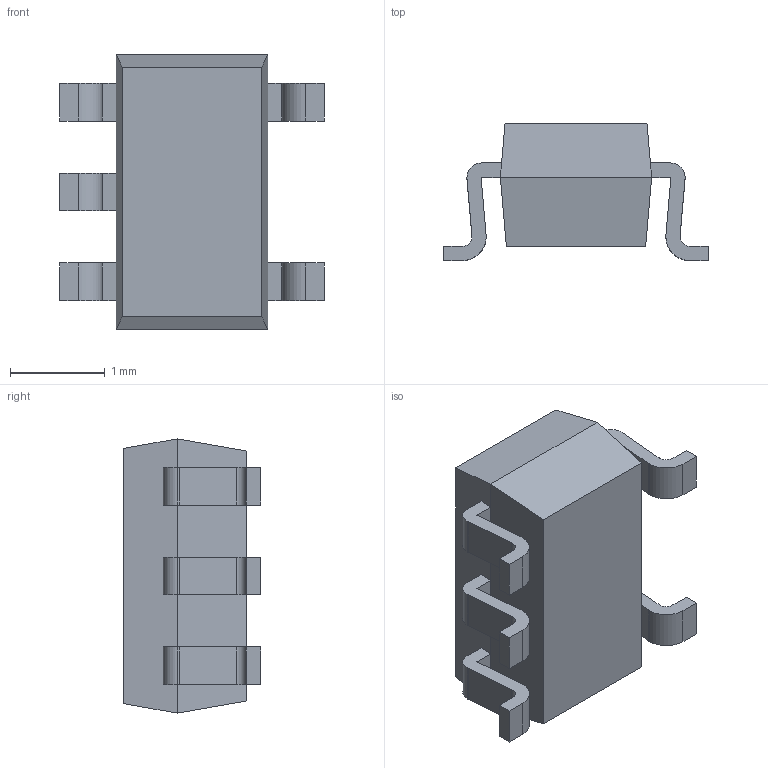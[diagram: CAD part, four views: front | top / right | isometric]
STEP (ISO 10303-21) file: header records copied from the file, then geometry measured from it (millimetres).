
FILE_DESCRIPTION (( 'STEP AP214' ), '1' );
FILE_NAME ('527AH.STEP', '2024-05-09T12:31:00', ( 'LENOVO' ), ( '' ), 'SwSTEP 2.0', 'SolidWorks 2021', '' );
FILE_SCHEMA (( 'AUTOMOTIVE_DESIGN' ));
Length unit declared in the file: millimetre
Products named in the file (2): 527AH_527AH; 527AH
Assembly tree (1 placements, depth 2):
  527AH
    527AH_527AH
Bounding box: 2.8 x 1.45 x 2.9 mm (x, y, z)
Volume: 6 mm3; surface area: 28 mm2
Topology: 7 solids, 7 shells, 97 faces, 242 edges, 160 vertices
Faces by surface type: plane 63, cylinder 34
Entity records: 3012 total; most frequent: DIRECTION 512, CARTESIAN_POINT 503, ORIENTED_EDGE 484, EDGE_CURVE 242, LINE 174, VECTOR 174, AXIS2_PLACEMENT_3D 169, VERTEX_POINT 160
